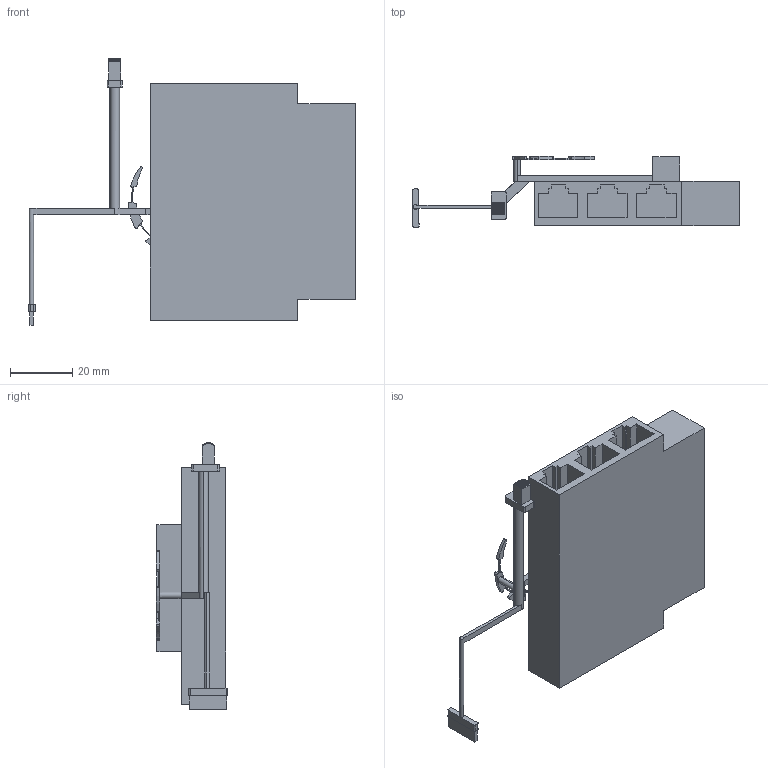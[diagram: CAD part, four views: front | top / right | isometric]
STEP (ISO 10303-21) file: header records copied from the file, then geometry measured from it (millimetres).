
FILE_DESCRIPTION (( 'STEP AP214' ), '1' );
FILE_NAME ('BRbeta_black.STEP', '2019-08-22T08:19:48', ( '' ), ( '' ), 'SwSTEP 2.0', 'SolidWorks 2019', '' );
FILE_SCHEMA (( 'AUTOMOTIVE_DESIGN' ));
Length unit declared in the file: millimetre
Products named in the file (1): BRbeta_black
Bounding box: 104.85 x 22.86 x 85.65 mm (x, y, z)
Volume: 55257.7 mm3; surface area: 22718.7 mm2
Topology: 1 solids, 1 shells, 269 faces, 754 edges, 502 vertices
Faces by surface type: plane 224, cylinder 44, bspline 1
Entity records: 9359 total; most frequent: CARTESIAN_POINT 1549, ORIENTED_EDGE 1508, DIRECTION 1383, EDGE_CURVE 754, LINE 655, VECTOR 655, VERTEX_POINT 502, AXIS2_PLACEMENT_3D 364
